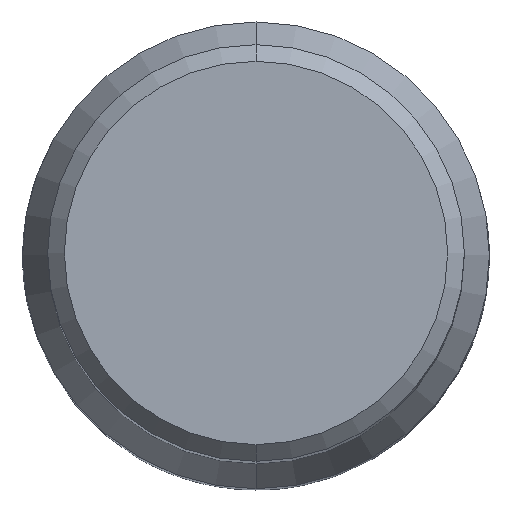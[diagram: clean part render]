
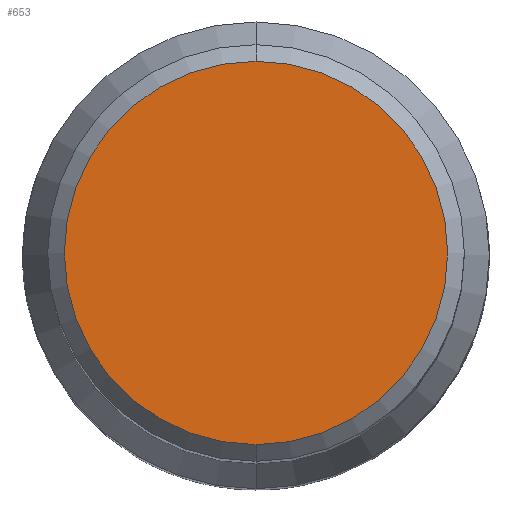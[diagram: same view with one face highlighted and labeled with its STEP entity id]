
A CAD part, top view. The second image highlights one B-rep face of the part: STEP entity #653.
In plain terms, the highlighted planar face has unit normal (0, 0, 1).
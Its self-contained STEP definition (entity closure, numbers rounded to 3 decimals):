
#653=ADVANCED_FACE('',(#1437),#1438,.T.);
#657=VERTEX_POINT('',#1442);
#731=EDGE_CURVE('',#1089,#657,#1521,.T.);
#843=EDGE_CURVE('',#657,#1089,#1641,.T.);
#1089=VERTEX_POINT('',#1912);
#1437=FACE_OUTER_BOUND('',#2582,.T.);
#1438=PLANE('',#2583);
#1442=CARTESIAN_POINT('',(0.,-11.5,0.0));
#1521=CIRCLE('',#2744,11.5);
#1641=CIRCLE('',#2975,11.5);
#1912=CARTESIAN_POINT('',(0.0,11.5,0.0));
#2582=EDGE_LOOP('',(#3890,#3891));
#2583=AXIS2_PLACEMENT_3D('',#3892,#3893,#3894);
#2744=AXIS2_PLACEMENT_3D('',#3968,#3969,#3970);
#2975=AXIS2_PLACEMENT_3D('',#4103,#4104,#4105);
#3890=ORIENTED_EDGE('',*,*,#731,.F.);
#3891=ORIENTED_EDGE('',*,*,#843,.F.);
#3892=CARTESIAN_POINT('',(0.0,5.75,0.0));
#3893=DIRECTION('',(-0.0,0.0,1.0));
#3894=DIRECTION('',(0.0,-1.0,0.0));
#3968=CARTESIAN_POINT('',(0.0,0.0,0.0));
#3969=DIRECTION('',(0.0,0.0,-1.0));
#3970=DIRECTION('',(0.0,1.0,0.0));
#4103=CARTESIAN_POINT('',(0.0,0.0,0.0));
#4104=DIRECTION('',(0.0,0.0,-1.0));
#4105=DIRECTION('',(0.0,1.0,0.0));
